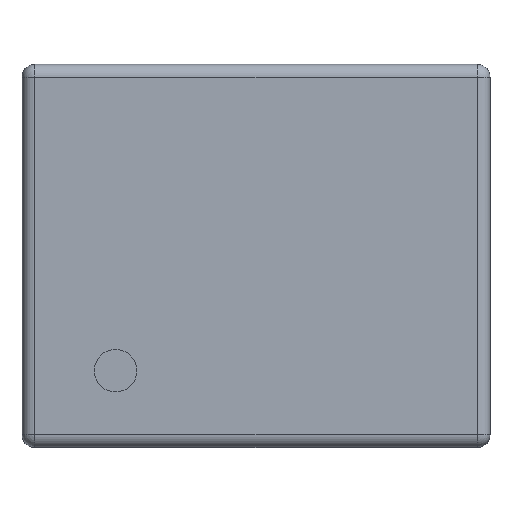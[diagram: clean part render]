
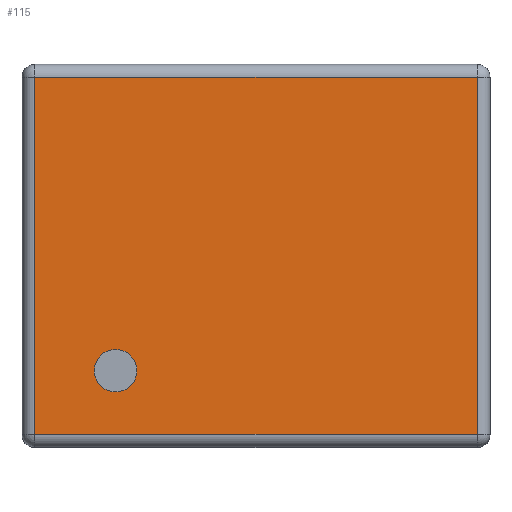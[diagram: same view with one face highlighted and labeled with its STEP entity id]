
A CAD part, top view. The second image highlights one B-rep face of the part: STEP entity #115.
In plain terms, the highlighted planar face has unit normal (0, 0, 1).
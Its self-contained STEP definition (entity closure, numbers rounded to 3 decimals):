
#24 = VERTEX_POINT('',#25);
#25 = CARTESIAN_POINT('',(0.52,-0.42,0.5));
#32 = EDGE_CURVE('',#24,#33,#35,.T.);
#33 = VERTEX_POINT('',#34);
#34 = CARTESIAN_POINT('',(0.52,0.42,0.5));
#35 = LINE('',#36,#37);
#36 = CARTESIAN_POINT('',(0.52,-0.42,0.5));
#37 = VECTOR('',#38,1.);
#38 = DIRECTION('',(0.,1.,0.));
#115 = ADVANCED_FACE('',(#116,#141),#152,.T.);
#116 = FACE_BOUND('',#117,.T.);
#117 = EDGE_LOOP('',(#118,#119,#127,#135));
#118 = ORIENTED_EDGE('',*,*,#32,.T.);
#119 = ORIENTED_EDGE('',*,*,#120,.T.);
#120 = EDGE_CURVE('',#33,#121,#123,.T.);
#121 = VERTEX_POINT('',#122);
#122 = CARTESIAN_POINT('',(-0.52,0.42,0.5));
#123 = LINE('',#124,#125);
#124 = CARTESIAN_POINT('',(0.52,0.42,0.5));
#125 = VECTOR('',#126,1.);
#126 = DIRECTION('',(-1.,0.,0.));
#127 = ORIENTED_EDGE('',*,*,#128,.T.);
#128 = EDGE_CURVE('',#121,#129,#131,.T.);
#129 = VERTEX_POINT('',#130);
#130 = CARTESIAN_POINT('',(-0.52,-0.42,0.5));
#131 = LINE('',#132,#133);
#132 = CARTESIAN_POINT('',(-0.52,0.42,0.5));
#133 = VECTOR('',#134,1.);
#134 = DIRECTION('',(0.,-1.,0.));
#135 = ORIENTED_EDGE('',*,*,#136,.T.);
#136 = EDGE_CURVE('',#129,#24,#137,.T.);
#137 = LINE('',#138,#139);
#138 = CARTESIAN_POINT('',(-0.52,-0.42,0.5));
#139 = VECTOR('',#140,1.);
#140 = DIRECTION('',(1.,0.,0.));
#141 = FACE_BOUND('',#142,.T.);
#142 = EDGE_LOOP('',(#143));
#143 = ORIENTED_EDGE('',*,*,#144,.T.);
#144 = EDGE_CURVE('',#145,#145,#147,.T.);
#145 = VERTEX_POINT('',#146);
#146 = CARTESIAN_POINT('',(-0.28,-0.27,0.5));
#147 = CIRCLE('',#148,0.05);
#148 = AXIS2_PLACEMENT_3D('',#149,#150,#151);
#149 = CARTESIAN_POINT('',(-0.33,-0.27,0.5));
#150 = DIRECTION('',(0.,0.,-1.));
#151 = DIRECTION('',(1.,0.,0.));
#152 = PLANE('',#153);
#153 = AXIS2_PLACEMENT_3D('',#154,#155,#156);
#154 = CARTESIAN_POINT('',(0.,0.,0.5));
#155 = DIRECTION('',(0.,0.,1.));
#156 = DIRECTION('',(0.,1.,0.));
